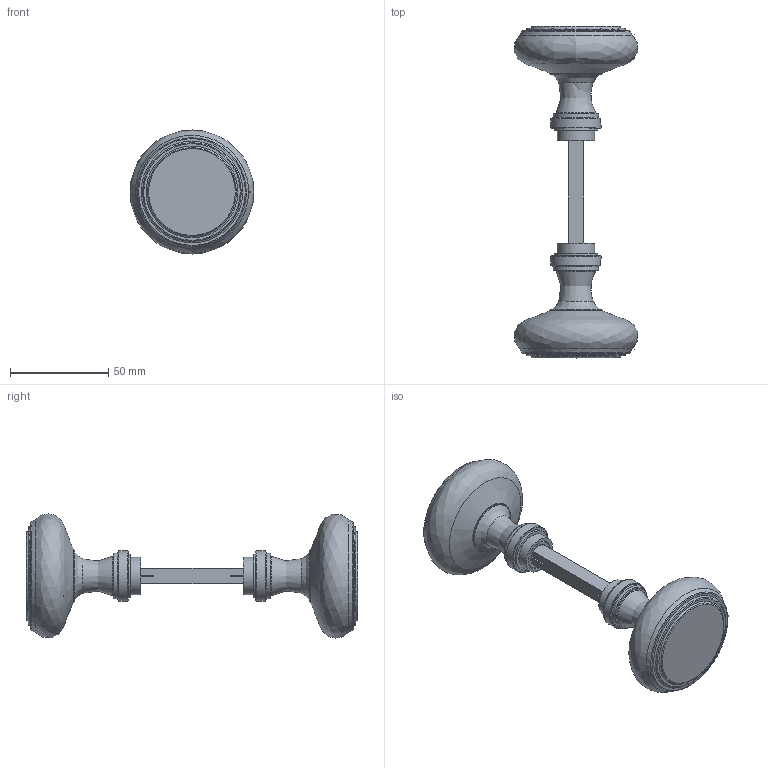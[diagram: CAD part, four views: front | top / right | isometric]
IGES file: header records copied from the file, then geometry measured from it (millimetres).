
Global section: file name: P8062-B; native system: Autodesk Inventor 2018; preprocessor: unknown; author: aprice; date: 20180430.102732; units: millimetre
Bounding box: 62.6 x 168.6 x 63 mm (x, y, z)
Volume: 135647.4 mm3; surface area: 35352.7 mm2
Topology: 13 solids, 13 shells, 246 faces, 680 edges, 478 vertices
Faces by surface type: bspline 246
